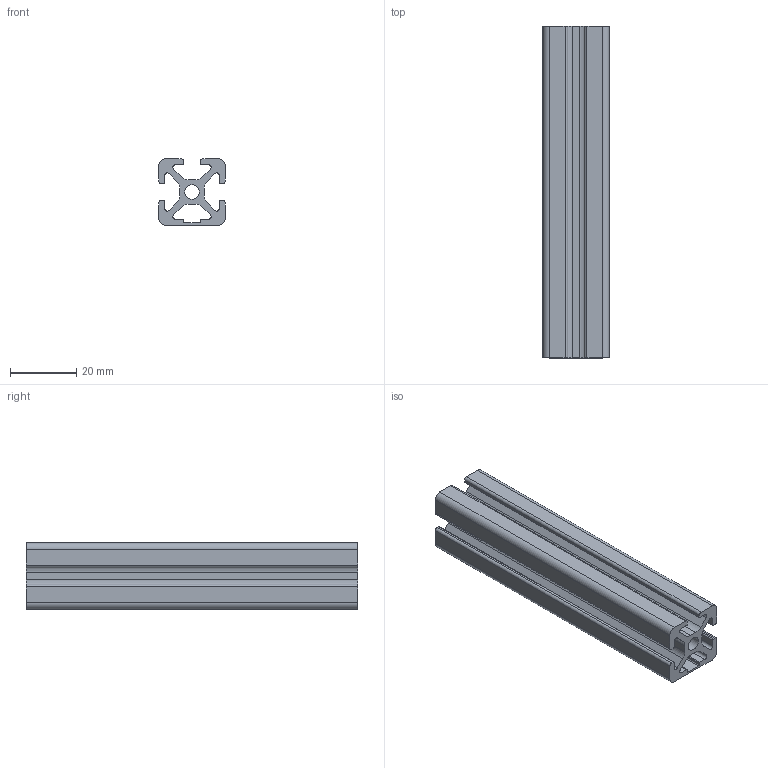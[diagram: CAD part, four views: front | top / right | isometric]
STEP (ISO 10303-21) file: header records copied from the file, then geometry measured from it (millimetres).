
FILE_DESCRIPTION(('FreeCAD Model'),'2;1');
FILE_NAME('Open CASCADE Shape Model','2024-03-15T10:10:28',(''),(''), 'Open CASCADE STEP processor 7.6','FreeCAD','Unknown');
FILE_SCHEMA(('AUTOMOTIVE_DESIGN { 1 0 10303 214 1 1 1 1 }'));
Length unit declared in the file: millimetre
Products named in the file (1): STI5-20201R
Bounding box: 20 x 100 x 20 mm (x, y, z)
Volume: 18881 mm3; surface area: 18182.8 mm2
Topology: 1 solids, 1 shells, 75 faces, 220 edges, 147 vertices
Faces by surface type: plane 38, cylinder 37
Full cylindrical faces by diameter (mm): 4.3 x1
Entity records: 5448 total; most frequent: CARTESIAN_POINT 968, DIRECTION 872, LINE 509, VECTOR 509, ORIENTED_EDGE 440, PCURVE 440, DEFINITIONAL_REPRESENTATION 440, EDGE_CURVE 220
